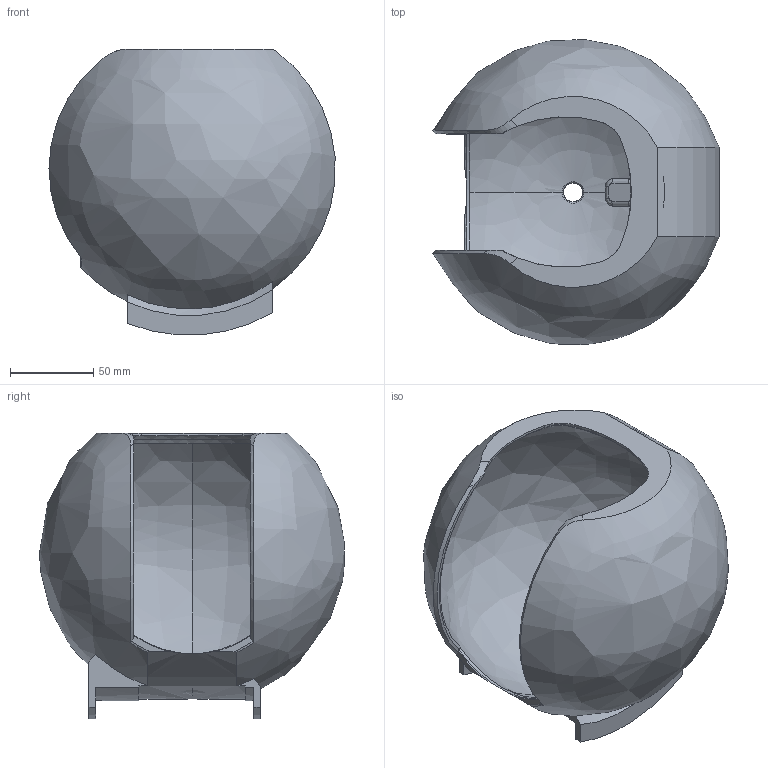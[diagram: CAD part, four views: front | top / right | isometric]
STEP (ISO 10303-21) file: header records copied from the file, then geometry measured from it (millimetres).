
FILE_DESCRIPTION(/* description */ ('STEP AP242','CAx-IF Rec.Pracs.---Representation and Presentation of Product Manufacturing Information (PMI)---4.0---2014-10-13','CAx-IF Rec.Pracs.---3D Tessellated Geometry---0.4---2014-09-14','2;1'),/* implementation_level */ '2;1');
FILE_NAME(/* name */ '6647e51d8f6e8d7b2bd116fc',/* time_stamp */ '2024-05-17T23:15:42Z',/* author */ (''),/* organization */ (''),/* preprocessor_version */ 'ST-DEVELOPER v20',/* originating_system */ ' ',/* authorisation */ ' ');
FILE_SCHEMA (('AP242_MANAGED_MODEL_BASED_3D_ENGINEERING_MIM_LF { 1 0 10303 442 1 1 4 }'));
Length unit declared in the file: metre
Products named in the file (1): ScanDome v1.1
Bounding box: 171.91 x 183.33 x 171.66 mm (x, y, z)
Volume: 402108.6 mm3; surface area: 173296.5 mm2
Topology: 1 solids, 1 shells, 276 faces, 760 edges, 501 vertices
Faces by surface type: bspline 276
Entity records: 10353 total; most frequent: CARTESIAN_POINT 4774, ORIENTED_EDGE 1520, EDGE_CURVE 760, VERTEX_POINT 501, DIRECTION 501, LINE 369, VECTOR 369, B_SPLINE_CURVE_WITH_KNOTS 317
